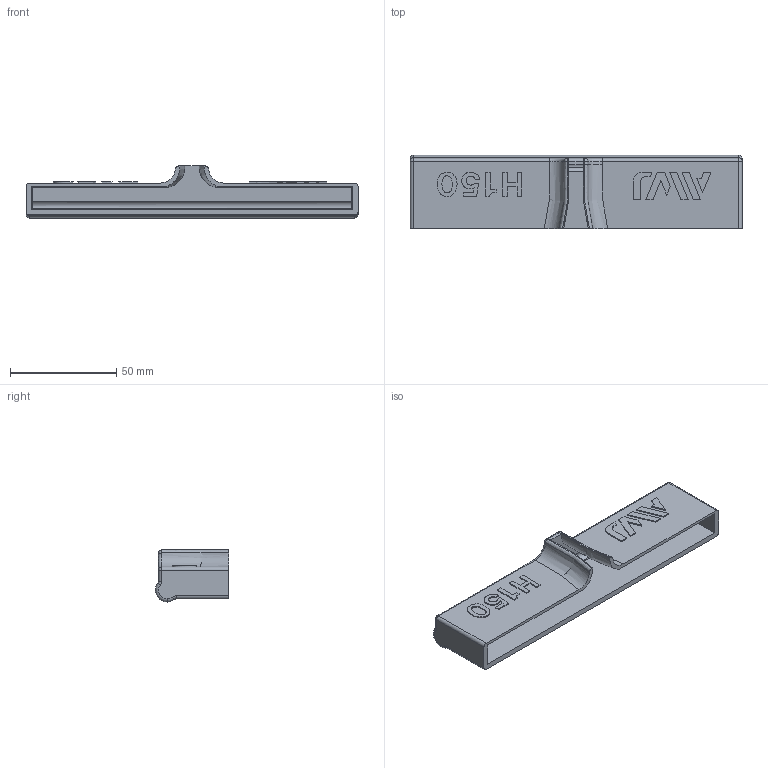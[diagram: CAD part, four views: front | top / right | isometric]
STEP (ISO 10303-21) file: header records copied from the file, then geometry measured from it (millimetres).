
FILE_DESCRIPTION(('STEP AP203'),'1');
FILE_NAME('H150.step','2024-01-24T10:22:41',(' '),(' '),'Spatial InterOp 3D',' ',' ');
FILE_SCHEMA(('CONFIG_CONTROL_DESIGN'));
Length unit declared in the file: millimetre
Products named in the file (1): 1
Bounding box: 156 x 34.44 x 24.44 mm (x, y, z)
Volume: 31421.5 mm3; surface area: 27015.1 mm2
Topology: 6 solids, 6 shells, 133 faces, 325 edges, 205 vertices
Faces by surface type: plane 80, cylinder 17, bspline 13, extrusion 9, torus 8, sphere 4, offset 2
Entity records: 5364 total; most frequent: CARTESIAN_POINT 2436, ORIENTED_EDGE 642, DIRECTION 495, EDGE_CURVE 321, VERTEX_POINT 205, AXIS2_PLACEMENT_3D 165, VECTOR 165, LINE 156
